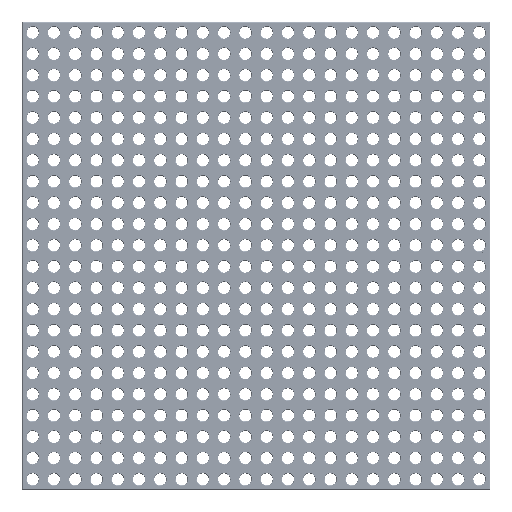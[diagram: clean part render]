
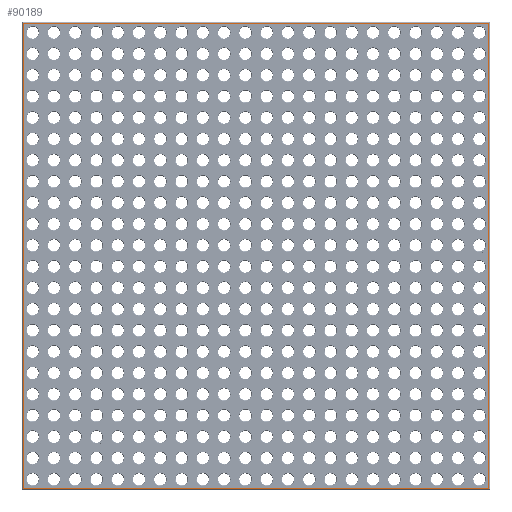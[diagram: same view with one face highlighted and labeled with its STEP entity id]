
A CAD part, top view. The second image highlights one B-rep face of the part: STEP entity #90189.
In plain terms, the highlighted planar face has unit normal (0, 0, 1).
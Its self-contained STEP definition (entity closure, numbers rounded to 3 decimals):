
#100 = PLANE('',#101);
#101 = AXIS2_PLACEMENT_3D('',#102,#103,#104);
#102 = CARTESIAN_POINT('',(-6.25,268.6,2.975));
#103 = DIRECTION('',(0.,0.707,0.707));
#104 = DIRECTION('',(-1.,0.,0.));
#15009 = PLANE('',#15010);
#15010 = AXIS2_PLACEMENT_3D('',#15011,#15012,#15013);
#15011 = CARTESIAN_POINT('',(268.6,268.75,2.975));
#15012 = DIRECTION('',(0.707,0.,0.707
    ));
#15013 = DIRECTION('',(0.,1.,0.));
#17403 = VERTEX_POINT('',#17404);
#17404 = CARTESIAN_POINT('',(-5.95,268.45,3.125));
#17418 = PLANE('',#17419);
#17419 = AXIS2_PLACEMENT_3D('',#17420,#17421,#17422);
#17420 = CARTESIAN_POINT('',(-6.1,-6.25,2.975));
#17421 = DIRECTION('',(-0.707,0.,
    0.707));
#17422 = DIRECTION('',(0.,-1.,0.));
#17432 = VERTEX_POINT('',#17433);
#17433 = CARTESIAN_POINT('',(268.45,268.45,3.125));
#17454 = EDGE_CURVE('',#17403,#17432,#17455,.T.);
#17455 = SURFACE_CURVE('',#17456,(#17460,#17467),.PCURVE_S1.);
#17456 = LINE('',#17457,#17458);
#17457 = CARTESIAN_POINT('',(-6.25,268.45,3.125));
#17458 = VECTOR('',#17459,1.);
#17459 = DIRECTION('',(1.,0.,0.));
#17460 = PCURVE('',#100,#17461);
#17461 = DEFINITIONAL_REPRESENTATION('',(#17462),#17466);
#17462 = LINE('',#17463,#17464);
#17463 = CARTESIAN_POINT('',(0.,0.212));
#17464 = VECTOR('',#17465,1.);
#17465 = DIRECTION('',(-1.,0.));
#17466 = ( GEOMETRIC_REPRESENTATION_CONTEXT(2) 
PARAMETRIC_REPRESENTATION_CONTEXT() REPRESENTATION_CONTEXT('2D SPACE',''
  ) );
#17467 = PCURVE('',#17468,#17473);
#17468 = PLANE('',#17469);
#17469 = AXIS2_PLACEMENT_3D('',#17470,#17471,#17472);
#17470 = CARTESIAN_POINT('',(131.25,131.25,3.125));
#17471 = DIRECTION('',(0.,0.,1.));
#17472 = DIRECTION('',(1.,0.,0.));
#17473 = DEFINITIONAL_REPRESENTATION('',(#17474),#17478);
#17474 = LINE('',#17475,#17476);
#17475 = CARTESIAN_POINT('',(-137.5,137.2));
#17476 = VECTOR('',#17477,1.);
#17477 = DIRECTION('',(1.,0.));
#17478 = ( GEOMETRIC_REPRESENTATION_CONTEXT(2) 
PARAMETRIC_REPRESENTATION_CONTEXT() REPRESENTATION_CONTEXT('2D SPACE',''
  ) );
#88044 = PLANE('',#88045);
#88045 = AXIS2_PLACEMENT_3D('',#88046,#88047,#88048);
#88046 = CARTESIAN_POINT('',(268.75,-6.1,2.975));
#88047 = DIRECTION('',(0.,-0.707,
    0.707));
#88048 = DIRECTION('',(-1.,0.,0.));
#90098 = VERTEX_POINT('',#90099);
#90099 = CARTESIAN_POINT('',(268.45,-5.95,3.125));
#90120 = EDGE_CURVE('',#17432,#90098,#90121,.T.);
#90121 = SURFACE_CURVE('',#90122,(#90126,#90133),.PCURVE_S1.);
#90122 = LINE('',#90123,#90124);
#90123 = CARTESIAN_POINT('',(268.45,268.75,3.125));
#90124 = VECTOR('',#90125,1.);
#90125 = DIRECTION('',(0.,-1.,0.));
#90126 = PCURVE('',#15009,#90127);
#90127 = DEFINITIONAL_REPRESENTATION('',(#90128),#90132);
#90128 = LINE('',#90129,#90130);
#90129 = CARTESIAN_POINT('',(0.,0.212));
#90130 = VECTOR('',#90131,1.);
#90131 = DIRECTION('',(-1.,0.));
#90132 = ( GEOMETRIC_REPRESENTATION_CONTEXT(2) 
PARAMETRIC_REPRESENTATION_CONTEXT() REPRESENTATION_CONTEXT('2D SPACE',''
  ) );
#90133 = PCURVE('',#17468,#90134);
#90134 = DEFINITIONAL_REPRESENTATION('',(#90135),#90139);
#90135 = LINE('',#90136,#90137);
#90136 = CARTESIAN_POINT('',(137.2,137.5));
#90137 = VECTOR('',#90138,1.);
#90138 = DIRECTION('',(0.,-1.));
#90139 = ( GEOMETRIC_REPRESENTATION_CONTEXT(2) 
PARAMETRIC_REPRESENTATION_CONTEXT() REPRESENTATION_CONTEXT('2D SPACE',''
  ) );
#90145 = VERTEX_POINT('',#90146);
#90146 = CARTESIAN_POINT('',(-5.95,-5.95,3.125));
#90169 = EDGE_CURVE('',#90145,#17403,#90170,.T.);
#90170 = SURFACE_CURVE('',#90171,(#90175,#90182),.PCURVE_S1.);
#90171 = LINE('',#90172,#90173);
#90172 = CARTESIAN_POINT('',(-5.95,-6.25,3.125));
#90173 = VECTOR('',#90174,1.);
#90174 = DIRECTION('',(0.,1.,0.));
#90175 = PCURVE('',#17418,#90176);
#90176 = DEFINITIONAL_REPRESENTATION('',(#90177),#90181);
#90177 = LINE('',#90178,#90179);
#90178 = CARTESIAN_POINT('',(0.,0.212));
#90179 = VECTOR('',#90180,1.);
#90180 = DIRECTION('',(-1.,0.));
#90181 = ( GEOMETRIC_REPRESENTATION_CONTEXT(2) 
PARAMETRIC_REPRESENTATION_CONTEXT() REPRESENTATION_CONTEXT('2D SPACE',''
  ) );
#90182 = PCURVE('',#17468,#90183);
#90183 = DEFINITIONAL_REPRESENTATION('',(#90184),#90188);
#90184 = LINE('',#90185,#90186);
#90185 = CARTESIAN_POINT('',(-137.2,-137.5));
#90186 = VECTOR('',#90187,1.);
#90187 = DIRECTION('',(0.,1.));
#90188 = ( GEOMETRIC_REPRESENTATION_CONTEXT(2) 
PARAMETRIC_REPRESENTATION_CONTEXT() REPRESENTATION_CONTEXT('2D SPACE',''
  ) );
#90189 = ADVANCED_FACE('',(#90190,#90216),#17468,.T.);
#90190 = FACE_BOUND('',#90191,.T.);
#90191 = EDGE_LOOP('',(#90192,#90213,#90214,#90215));
#90192 = ORIENTED_EDGE('',*,*,#90193,.F.);
#90193 = EDGE_CURVE('',#90098,#90145,#90194,.T.);
#90194 = SURFACE_CURVE('',#90195,(#90199,#90206),.PCURVE_S1.);
#90195 = LINE('',#90196,#90197);
#90196 = CARTESIAN_POINT('',(268.75,-5.95,3.125));
#90197 = VECTOR('',#90198,1.);
#90198 = DIRECTION('',(-1.,0.,0.));
#90199 = PCURVE('',#17468,#90200);
#90200 = DEFINITIONAL_REPRESENTATION('',(#90201),#90205);
#90201 = LINE('',#90202,#90203);
#90202 = CARTESIAN_POINT('',(137.5,-137.2));
#90203 = VECTOR('',#90204,1.);
#90204 = DIRECTION('',(-1.,0.));
#90205 = ( GEOMETRIC_REPRESENTATION_CONTEXT(2) 
PARAMETRIC_REPRESENTATION_CONTEXT() REPRESENTATION_CONTEXT('2D SPACE',''
  ) );
#90206 = PCURVE('',#88044,#90207);
#90207 = DEFINITIONAL_REPRESENTATION('',(#90208),#90212);
#90208 = LINE('',#90209,#90210);
#90209 = CARTESIAN_POINT('',(0.,-0.212));
#90210 = VECTOR('',#90211,1.);
#90211 = DIRECTION('',(1.,0.));
#90212 = ( GEOMETRIC_REPRESENTATION_CONTEXT(2) 
PARAMETRIC_REPRESENTATION_CONTEXT() REPRESENTATION_CONTEXT('2D SPACE',''
  ) );
#90213 = ORIENTED_EDGE('',*,*,#90120,.F.);
#90214 = ORIENTED_EDGE('',*,*,#17454,.F.);
#90215 = ORIENTED_EDGE('',*,*,#90169,.F.);
#90216 = FACE_BOUND('',#90217,.T.);
#90217 = EDGE_LOOP('',(#90218,#90248,#90276,#90304));
#90218 = ORIENTED_EDGE('',*,*,#90219,.T.);
#90219 = EDGE_CURVE('',#90220,#90222,#90224,.T.);
#90220 = VERTEX_POINT('',#90221);
#90221 = CARTESIAN_POINT('',(-5.15,-5.15,3.125));
#90222 = VERTEX_POINT('',#90223);
#90223 = CARTESIAN_POINT('',(-5.15,267.65,3.125));
#90224 = SURFACE_CURVE('',#90225,(#90229,#90236),.PCURVE_S1.);
#90225 = LINE('',#90226,#90227);
#90226 = CARTESIAN_POINT('',(-5.15,-5.15,3.125));
#90227 = VECTOR('',#90228,1.);
#90228 = DIRECTION('',(0.,1.,0.));
#90229 = PCURVE('',#17468,#90230);
#90230 = DEFINITIONAL_REPRESENTATION('',(#90231),#90235);
#90231 = LINE('',#90232,#90233);
#90232 = CARTESIAN_POINT('',(-136.4,-136.4));
#90233 = VECTOR('',#90234,1.);
#90234 = DIRECTION('',(0.,1.));
#90235 = ( GEOMETRIC_REPRESENTATION_CONTEXT(2) 
PARAMETRIC_REPRESENTATION_CONTEXT() REPRESENTATION_CONTEXT('2D SPACE',''
  ) );
#90236 = PCURVE('',#90237,#90242);
#90237 = PLANE('',#90238);
#90238 = AXIS2_PLACEMENT_3D('',#90239,#90240,#90241);
#90239 = CARTESIAN_POINT('',(-5.15,-5.15,3.125));
#90240 = DIRECTION('',(1.,0.,0.));
#90241 = DIRECTION('',(0.,1.,0.));
#90242 = DEFINITIONAL_REPRESENTATION('',(#90243),#90247);
#90243 = LINE('',#90244,#90245);
#90244 = CARTESIAN_POINT('',(0.,0.));
#90245 = VECTOR('',#90246,1.);
#90246 = DIRECTION('',(1.,0.));
#90247 = ( GEOMETRIC_REPRESENTATION_CONTEXT(2) 
PARAMETRIC_REPRESENTATION_CONTEXT() REPRESENTATION_CONTEXT('2D SPACE',''
  ) );
#90248 = ORIENTED_EDGE('',*,*,#90249,.T.);
#90249 = EDGE_CURVE('',#90222,#90250,#90252,.T.);
#90250 = VERTEX_POINT('',#90251);
#90251 = CARTESIAN_POINT('',(267.65,267.65,3.125));
#90252 = SURFACE_CURVE('',#90253,(#90257,#90264),.PCURVE_S1.);
#90253 = LINE('',#90254,#90255);
#90254 = CARTESIAN_POINT('',(-5.15,267.65,3.125));
#90255 = VECTOR('',#90256,1.);
#90256 = DIRECTION('',(1.,0.,0.));
#90257 = PCURVE('',#17468,#90258);
#90258 = DEFINITIONAL_REPRESENTATION('',(#90259),#90263);
#90259 = LINE('',#90260,#90261);
#90260 = CARTESIAN_POINT('',(-136.4,136.4));
#90261 = VECTOR('',#90262,1.);
#90262 = DIRECTION('',(1.,0.));
#90263 = ( GEOMETRIC_REPRESENTATION_CONTEXT(2) 
PARAMETRIC_REPRESENTATION_CONTEXT() REPRESENTATION_CONTEXT('2D SPACE',''
  ) );
#90264 = PCURVE('',#90265,#90270);
#90265 = PLANE('',#90266);
#90266 = AXIS2_PLACEMENT_3D('',#90267,#90268,#90269);
#90267 = CARTESIAN_POINT('',(-5.15,267.65,3.125));
#90268 = DIRECTION('',(0.,-1.,0.));
#90269 = DIRECTION('',(1.,0.,0.));
#90270 = DEFINITIONAL_REPRESENTATION('',(#90271),#90275);
#90271 = LINE('',#90272,#90273);
#90272 = CARTESIAN_POINT('',(0.,0.));
#90273 = VECTOR('',#90274,1.);
#90274 = DIRECTION('',(1.,0.));
#90275 = ( GEOMETRIC_REPRESENTATION_CONTEXT(2) 
PARAMETRIC_REPRESENTATION_CONTEXT() REPRESENTATION_CONTEXT('2D SPACE',''
  ) );
#90276 = ORIENTED_EDGE('',*,*,#90277,.T.);
#90277 = EDGE_CURVE('',#90250,#90278,#90280,.T.);
#90278 = VERTEX_POINT('',#90279);
#90279 = CARTESIAN_POINT('',(267.65,-5.15,3.125));
#90280 = SURFACE_CURVE('',#90281,(#90285,#90292),.PCURVE_S1.);
#90281 = LINE('',#90282,#90283);
#90282 = CARTESIAN_POINT('',(267.65,267.65,3.125));
#90283 = VECTOR('',#90284,1.);
#90284 = DIRECTION('',(0.,-1.,0.));
#90285 = PCURVE('',#17468,#90286);
#90286 = DEFINITIONAL_REPRESENTATION('',(#90287),#90291);
#90287 = LINE('',#90288,#90289);
#90288 = CARTESIAN_POINT('',(136.4,136.4));
#90289 = VECTOR('',#90290,1.);
#90290 = DIRECTION('',(0.,-1.));
#90291 = ( GEOMETRIC_REPRESENTATION_CONTEXT(2) 
PARAMETRIC_REPRESENTATION_CONTEXT() REPRESENTATION_CONTEXT('2D SPACE',''
  ) );
#90292 = PCURVE('',#90293,#90298);
#90293 = PLANE('',#90294);
#90294 = AXIS2_PLACEMENT_3D('',#90295,#90296,#90297);
#90295 = CARTESIAN_POINT('',(267.65,267.65,3.125));
#90296 = DIRECTION('',(-1.,0.,0.));
#90297 = DIRECTION('',(0.,-1.,0.));
#90298 = DEFINITIONAL_REPRESENTATION('',(#90299),#90303);
#90299 = LINE('',#90300,#90301);
#90300 = CARTESIAN_POINT('',(0.,0.));
#90301 = VECTOR('',#90302,1.);
#90302 = DIRECTION('',(1.,0.));
#90303 = ( GEOMETRIC_REPRESENTATION_CONTEXT(2) 
PARAMETRIC_REPRESENTATION_CONTEXT() REPRESENTATION_CONTEXT('2D SPACE',''
  ) );
#90304 = ORIENTED_EDGE('',*,*,#90305,.T.);
#90305 = EDGE_CURVE('',#90278,#90220,#90306,.T.);
#90306 = SURFACE_CURVE('',#90307,(#90311,#90318),.PCURVE_S1.);
#90307 = LINE('',#90308,#90309);
#90308 = CARTESIAN_POINT('',(267.65,-5.15,3.125));
#90309 = VECTOR('',#90310,1.);
#90310 = DIRECTION('',(-1.,0.,0.));
#90311 = PCURVE('',#17468,#90312);
#90312 = DEFINITIONAL_REPRESENTATION('',(#90313),#90317);
#90313 = LINE('',#90314,#90315);
#90314 = CARTESIAN_POINT('',(136.4,-136.4));
#90315 = VECTOR('',#90316,1.);
#90316 = DIRECTION('',(-1.,0.));
#90317 = ( GEOMETRIC_REPRESENTATION_CONTEXT(2) 
PARAMETRIC_REPRESENTATION_CONTEXT() REPRESENTATION_CONTEXT('2D SPACE',''
  ) );
#90318 = PCURVE('',#90319,#90324);
#90319 = PLANE('',#90320);
#90320 = AXIS2_PLACEMENT_3D('',#90321,#90322,#90323);
#90321 = CARTESIAN_POINT('',(267.65,-5.15,3.125));
#90322 = DIRECTION('',(0.,1.,0.));
#90323 = DIRECTION('',(-1.,0.,0.));
#90324 = DEFINITIONAL_REPRESENTATION('',(#90325),#90329);
#90325 = LINE('',#90326,#90327);
#90326 = CARTESIAN_POINT('',(0.,0.));
#90327 = VECTOR('',#90328,1.);
#90328 = DIRECTION('',(1.,0.));
#90329 = ( GEOMETRIC_REPRESENTATION_CONTEXT(2) 
PARAMETRIC_REPRESENTATION_CONTEXT() REPRESENTATION_CONTEXT('2D SPACE',''
  ) );
